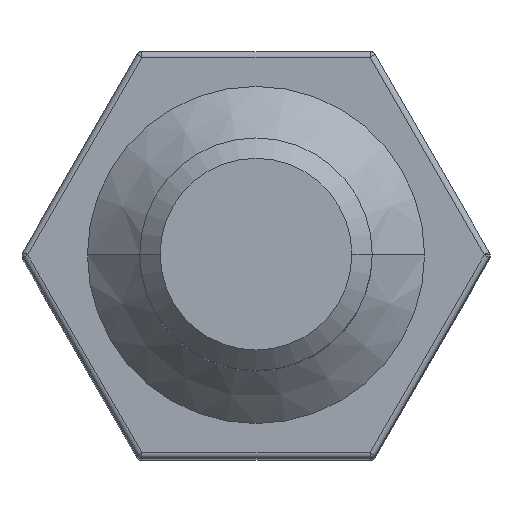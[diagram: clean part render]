
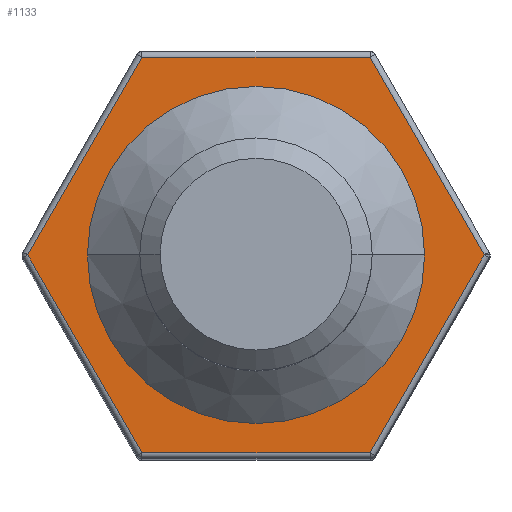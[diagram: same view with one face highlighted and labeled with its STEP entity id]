
A CAD part, top view. The second image highlights one B-rep face of the part: STEP entity #1133.
In plain terms, the highlighted planar face has unit normal (0, 0, 1).
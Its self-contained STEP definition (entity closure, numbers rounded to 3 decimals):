
#14 = ORIENTED_EDGE ( 'NONE', *, *, #396, .T. ) ;
#30 = CARTESIAN_POINT ( 'NONE',  ( -4.041, 0., 0. ) ) ;
#45 = CARTESIAN_POINT ( 'NONE',  ( 2.9, 0., 0. ) ) ;
#74 = ORIENTED_EDGE ( 'NONE', *, *, #405, .T. ) ;
#87 = ORIENTED_EDGE ( 'NONE', *, *, #412, .T. ) ;
#131 = CARTESIAN_POINT ( 'NONE',  ( 1.963, 3.4, 0. ) ) ;
#166 = LINE ( 'NONE', #742, #231 ) ;
#167 = VERTEX_POINT ( 'NONE', #1273 ) ;
#183 = VECTOR ( 'NONE', #760, 1000. ) ;
#185 = LINE ( 'NONE', #790, #183 ) ;
#208 = LINE ( 'NONE', #757, #268 ) ;
#228 = VECTOR ( 'NONE', #781, 1000. ) ;
#229 = VERTEX_POINT ( 'NONE', #1179 ) ;
#231 = VECTOR ( 'NONE', #737, 1000. ) ;
#267 = VECTOR ( 'NONE', #821, 1000. ) ;
#268 = VECTOR ( 'NONE', #747, 1000. ) ;
#284 = PLANE ( 'NONE',  #942 ) ;
#286 = VECTOR ( 'NONE', #825, 1000. ) ;
#302 = LINE ( 'NONE', #797, #228 ) ;
#304 = LINE ( 'NONE', #850, #267 ) ;
#325 = EDGE_CURVE ( 'NONE', #229, #1200, #607, .T. ) ;
#369 = CIRCLE ( 'NONE', #842, 2.9 ) ;
#384 = EDGE_CURVE ( 'NONE', #1200, #229, #369, .T. ) ;
#387 = LINE ( 'NONE', #818, #286 ) ;
#396 = EDGE_CURVE ( 'NONE', #167, #716, #387, .T. ) ;
#405 = EDGE_CURVE ( 'NONE', #716, #1272, #304, .T. ) ;
#412 = EDGE_CURVE ( 'NONE', #1272, #525, #302, .T. ) ;
#445 = EDGE_CURVE ( 'NONE', #525, #515, #185, .T. ) ;
#447 = EDGE_CURVE ( 'NONE', #515, #933, #208, .T. ) ;
#453 = ORIENTED_EDGE ( 'NONE', *, *, #384, .T. ) ;
#460 = EDGE_CURVE ( 'NONE', #933, #167, #166, .T. ) ;
#471 = FACE_OUTER_BOUND ( 'NONE', #943, .T. ) ;
#498 = CARTESIAN_POINT ( 'NONE',  ( 1.963, -3.4, 0. ) ) ;
#503 = DIRECTION ( 'NONE',  ( -1., 0., 0. ) ) ;
#515 = VERTEX_POINT ( 'NONE', #661 ) ;
#525 = VERTEX_POINT ( 'NONE', #623 ) ;
#548 = FACE_BOUND ( 'NONE', #1037, .T. ) ;
#607 = CIRCLE ( 'NONE', #832, 2.9 ) ;
#623 = CARTESIAN_POINT ( 'NONE',  ( -3.926, 0., 0. ) ) ;
#661 = CARTESIAN_POINT ( 'NONE',  ( -1.963, -3.4, 0. ) ) ;
#716 = VERTEX_POINT ( 'NONE', #131 ) ;
#720 = ORIENTED_EDGE ( 'NONE', *, *, #325, .T. ) ;
#737 = DIRECTION ( 'NONE',  ( 0.5, 0.866, 0. ) ) ;
#742 = CARTESIAN_POINT ( 'NONE',  ( 1.934, -3.45, 0. ) ) ;
#747 = DIRECTION ( 'NONE',  ( 1., 0., 0. ) ) ;
#757 = CARTESIAN_POINT ( 'NONE',  ( -4.041, -3.4, 0. ) ) ;
#760 = DIRECTION ( 'NONE',  ( 0.5, -0.866, 0. ) ) ;
#781 = DIRECTION ( 'NONE',  ( -0.5, -0.866, 0. ) ) ;
#790 = CARTESIAN_POINT ( 'NONE',  ( -3.955, 0.05, 0. ) ) ;
#797 = CARTESIAN_POINT ( 'NONE',  ( -3.955, -0.05, 0. ) ) ;
#807 = DIRECTION ( 'NONE',  ( -1., 0., 0. ) ) ;
#812 = DIRECTION ( 'NONE',  ( 0., 0., -1. ) ) ;
#815 = CARTESIAN_POINT ( 'NONE',  ( 0., 0., 0. ) ) ;
#818 = CARTESIAN_POINT ( 'NONE',  ( 1.934, 3.45, 0. ) ) ;
#821 = DIRECTION ( 'NONE',  ( -1., 0., 0. ) ) ;
#825 = DIRECTION ( 'NONE',  ( -0.5, 0.866, 0. ) ) ;
#832 = AXIS2_PLACEMENT_3D ( 'NONE', #928, #923, #920 ) ;
#842 = AXIS2_PLACEMENT_3D ( 'NONE', #815, #812, #807 ) ;
#850 = CARTESIAN_POINT ( 'NONE',  ( -4.041, 3.4, 0. ) ) ;
#920 = DIRECTION ( 'NONE',  ( -1., 0., 0. ) ) ;
#923 = DIRECTION ( 'NONE',  ( 0., 0., -1. ) ) ;
#928 = CARTESIAN_POINT ( 'NONE',  ( 0., 0., 0. ) ) ;
#933 = VERTEX_POINT ( 'NONE', #498 ) ;
#942 = AXIS2_PLACEMENT_3D ( 'NONE', #30, #1206, #503 ) ;
#943 = EDGE_LOOP ( 'NONE', ( #14, #74, #87, #1390, #1281, #1254 ) ) ;
#1037 = EDGE_LOOP ( 'NONE', ( #720, #453 ) ) ;
#1109 = CARTESIAN_POINT ( 'NONE',  ( -1.963, 3.4, 0. ) ) ;
#1133 = ADVANCED_FACE ( 'NONE', ( #471, #548 ), #284, .F. ) ;
#1179 = CARTESIAN_POINT ( 'NONE',  ( -2.9, 0., 0. ) ) ;
#1200 = VERTEX_POINT ( 'NONE', #45 ) ;
#1206 = DIRECTION ( 'NONE',  ( 0., 0., -1. ) ) ;
#1254 = ORIENTED_EDGE ( 'NONE', *, *, #460, .T. ) ;
#1272 = VERTEX_POINT ( 'NONE', #1109 ) ;
#1273 = CARTESIAN_POINT ( 'NONE',  ( 3.926, 0., 0. ) ) ;
#1281 = ORIENTED_EDGE ( 'NONE', *, *, #447, .T. ) ;
#1390 = ORIENTED_EDGE ( 'NONE', *, *, #445, .T. ) ;
